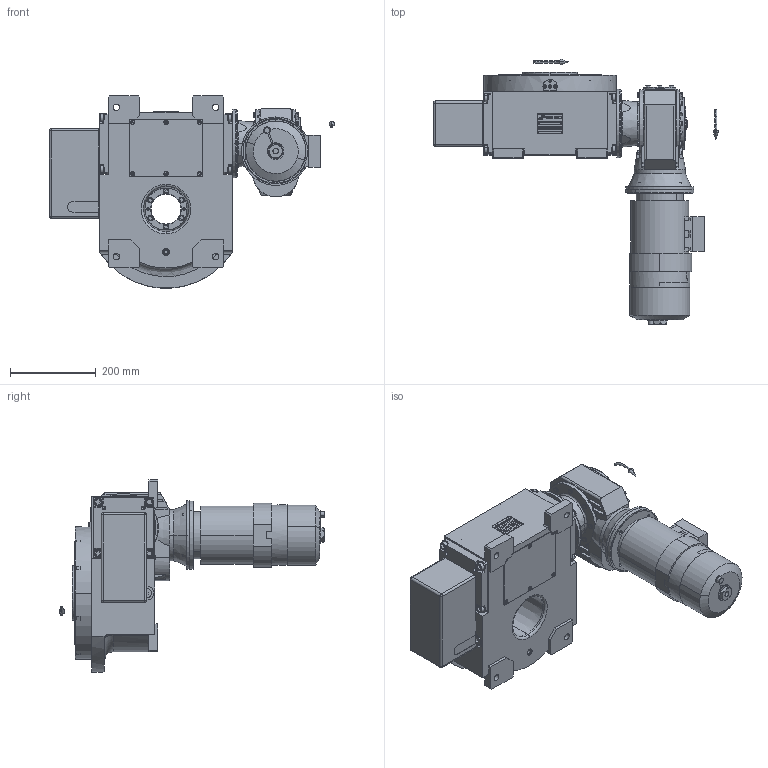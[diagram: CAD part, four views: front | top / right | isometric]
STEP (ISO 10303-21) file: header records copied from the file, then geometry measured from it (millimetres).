
FILE_DESCRIPTION (( 'STEP AP203' ), '1' );
FILE_NAME ('PC5002048.step', '2026-02-10T14:09:44', ( '' ), ( '' ), 'SwSTEP 2.0', 'SolidWorks 2020', '' );
FILE_SCHEMA (( 'CONFIG_CONTROL_DESIGN' ));
Length unit declared in the file: millimetre
Products named in the file (90): cfn2000_01_161; cfn2128_19_002; cfn2151_01_115; cfn2128_04_002; cfn2000_01_081; cfn2107_01_001; AS_rig09_017; RIG09_005_ASM.stp; rig09_007_master; cfn2000_01_099; rig09_071_6_m.stp; CFN2203_02_002.stp; cfn2000_01_126; cfn2003_01_054; rig09_003_6; CFN2104_02_018.stp; cfn2000_01_151; rig09_016; 3_04_130_00; rig09_004; cfn2077_01_036; AS_rig09_016; cfn2070_05_009; 9004_2393; olio_agip_blasia_150; AS_rig09_004; AS_cfn2476_01_002_60x46; AS_900_38_30_003; PC5002048; cfn2151_01_170; CFN2223_02_004.stp; cfn2115_02_057; RIG09_005_AF0.stp; 900_38_30_003; freccia_angolare; CFN2000_01_185.stp; rig09_001_a; cfn2476_01_002_60x46; cfn2155_01_196; freccia_angolare_albero ...
Assembly tree (78 placements, depth 5):
  cfn2151_01_115
  rig09_007_master
  CFN2203_02_002.stp
  cfn2077_01_036
  olio_agip_blasia_150
Bounding box: 666.5 x 621.17 x 450 mm (x, y, z)
Volume: 16321256.3 mm3; surface area: 1918735.3 mm2
Topology: 68 solids, 79 shells, 3363 faces, 8325 edges, 5300 vertices
Faces by surface type: plane 1634, cylinder 1014, cone 521, torus 184, sphere 8, bspline 2
Entity records: 119297 total; most frequent: CARTESIAN_POINT 30749, DIRECTION 16752, ORIENTED_EDGE 16274, EDGE_CURVE 8137, AXIS2_PLACEMENT_3D 6111, VERTEX_POINT 5237, LINE 4530, VECTOR 4530
